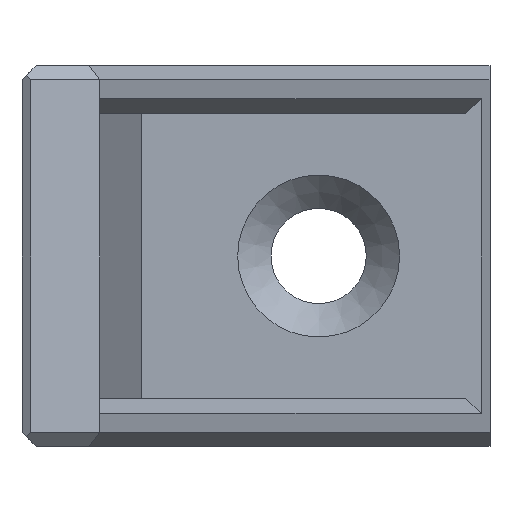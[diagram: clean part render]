
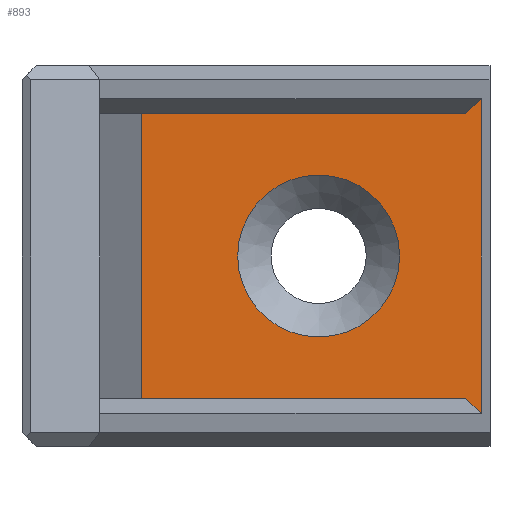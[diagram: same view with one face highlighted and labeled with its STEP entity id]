
A CAD part, left-side view. The second image highlights one B-rep face of the part: STEP entity #893.
In plain terms, the highlighted planar face has unit normal (-1, 0, 0).
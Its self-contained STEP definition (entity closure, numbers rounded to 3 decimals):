
#16=FACE_BOUND('',#112,.T.);
#18=PLANE('',#956);
#64=FACE_OUTER_BOUND('',#111,.T.);
#111=EDGE_LOOP('',(#635,#636,#637,#638,#639,#640));
#112=EDGE_LOOP('',(#641));
#160=LINE('',#1242,#287);
#161=LINE('',#1244,#288);
#162=LINE('',#1246,#289);
#163=LINE('',#1248,#290);
#164=LINE('',#1250,#291);
#165=LINE('',#1251,#292);
#287=VECTOR('',#1014,10.);
#288=VECTOR('',#1015,10.);
#289=VECTOR('',#1016,10.);
#290=VECTOR('',#1017,10.);
#291=VECTOR('',#1018,10.);
#292=VECTOR('',#1019,10.);
#414=CIRCLE('',#955,4.25);
#417=VERTEX_POINT('',#1236);
#418=VERTEX_POINT('',#1240);
#419=VERTEX_POINT('',#1241);
#420=VERTEX_POINT('',#1243);
#421=VERTEX_POINT('',#1245);
#422=VERTEX_POINT('',#1247);
#423=VERTEX_POINT('',#1249);
#503=EDGE_CURVE('',#417,#417,#414,.T.);
#504=EDGE_CURVE('',#418,#419,#160,.T.);
#505=EDGE_CURVE('',#419,#420,#161,.F.);
#506=EDGE_CURVE('',#420,#421,#162,.F.);
#507=EDGE_CURVE('',#421,#422,#163,.F.);
#508=EDGE_CURVE('',#422,#423,#164,.F.);
#509=EDGE_CURVE('',#418,#423,#165,.T.);
#635=ORIENTED_EDGE('',*,*,#504,.T.);
#636=ORIENTED_EDGE('',*,*,#505,.T.);
#637=ORIENTED_EDGE('',*,*,#506,.T.);
#638=ORIENTED_EDGE('',*,*,#507,.T.);
#639=ORIENTED_EDGE('',*,*,#508,.T.);
#640=ORIENTED_EDGE('',*,*,#509,.F.);
#641=ORIENTED_EDGE('',*,*,#503,.F.);
#893=ADVANCED_FACE('',(#64,#16),#18,.T.);
#955=AXIS2_PLACEMENT_3D('',#1238,#1010,#1011);
#956=AXIS2_PLACEMENT_3D('',#1239,#1012,#1013);
#1010=DIRECTION('center_axis',(-1.,0.,0.));
#1011=DIRECTION('ref_axis',(0.,0.,1.));
#1012=DIRECTION('center_axis',(-1.,0.,0.));
#1013=DIRECTION('ref_axis',(0.,0.,1.));
#1014=DIRECTION('',(0.,0.,1.));
#1015=DIRECTION('',(0.,-0.74,0.673));
#1016=DIRECTION('',(0.,-1.,0.));
#1017=DIRECTION('',(0.,0.,1.));
#1018=DIRECTION('',(0.,1.,0.));
#1019=DIRECTION('',(0.,0.74,0.673));
#1236=CARTESIAN_POINT('',(48.5,-69.059,378.885));
#1238=CARTESIAN_POINT('Origin',(48.5,-69.059,383.135));
#1239=CARTESIAN_POINT('Origin',(48.5,-68.059,383.135));
#1240=CARTESIAN_POINT('',(48.5,-77.603,374.885));
#1241=CARTESIAN_POINT('',(48.5,-77.603,391.385));
#1242=CARTESIAN_POINT('',(48.5,-77.603,378.135));
#1243=CARTESIAN_POINT('',(48.5,-76.779,390.635));
#1244=CARTESIAN_POINT('',(48.5,-71.495,385.826));
#1245=CARTESIAN_POINT('',(48.5,-59.742,390.635));
#1246=CARTESIAN_POINT('',(48.5,-66.914,390.635));
#1247=CARTESIAN_POINT('',(48.5,-59.742,375.635));
#1248=CARTESIAN_POINT('',(48.5,-59.742,386.885));
#1249=CARTESIAN_POINT('',(48.5,-76.779,375.635));
#1250=CARTESIAN_POINT('',(48.5,-67.934,375.635));
#1251=CARTESIAN_POINT('',(48.5,-68.672,383.012));
